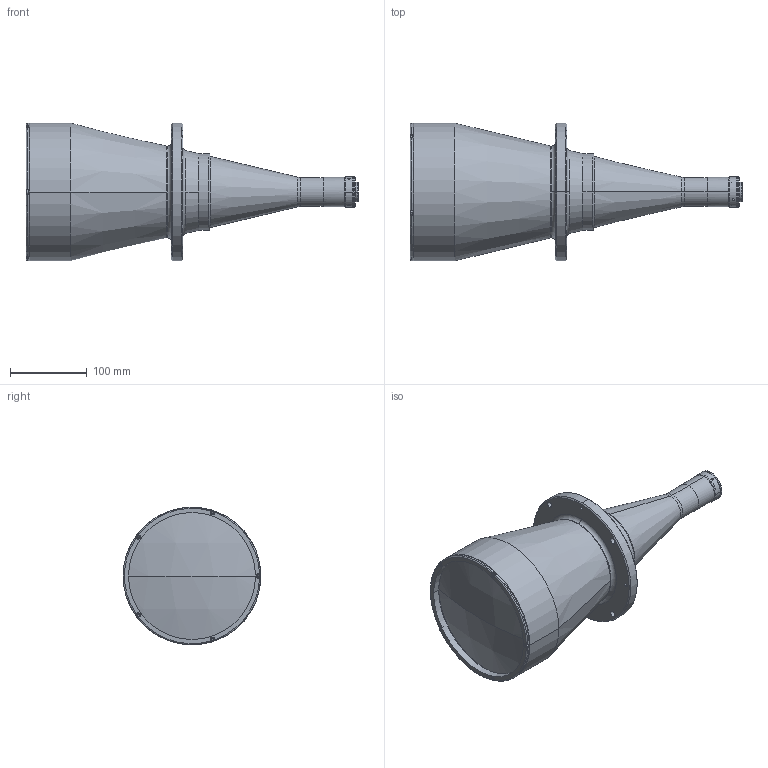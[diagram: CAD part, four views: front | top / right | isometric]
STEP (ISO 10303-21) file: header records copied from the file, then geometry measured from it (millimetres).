
FILE_DESCRIPTION (( 'STEP AP214' ), '1' );
FILE_NAME ('TC23110.STEP', '2016-10-03T10:56:11', ( '' ), ( '' ), 'SwSTEP 2.0', 'SolidWorks 2015', '' );
FILE_SCHEMA (( 'AUTOMOTIVE_DESIGN' ));
Length unit declared in the file: millimetre
Products named in the file (1): TC23110
Bounding box: 433.94 x 180 x 180 mm (x, y, z)
Surface area: 224907.4 mm2 (no closed solid volume)
Topology: 0 solids, 18 shells, 173 faces, 496 edges, 341 vertices
Faces by surface type: cylinder 68, plane 62, torus 23, cone 18, sphere 2
Entity records: 8020 total; most frequent: CARTESIAN_POINT 1373, DIRECTION 1075, ORIENTED_EDGE 856, EDGE_CURVE 496, AXIS2_PLACEMENT_3D 429, VERTEX_POINT 341, CIRCLE 255, EDGE_LOOP 222
